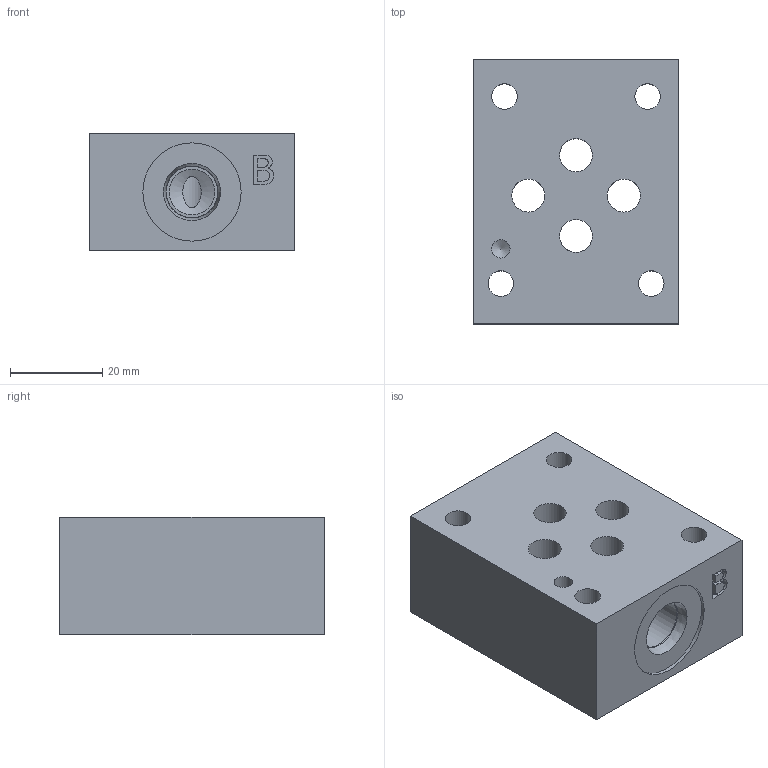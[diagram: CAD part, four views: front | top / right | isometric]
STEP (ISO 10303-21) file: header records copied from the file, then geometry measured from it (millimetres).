
FILE_DESCRIPTION(/* description */ (''),/* implementation_level */ '2;1');
FILE_NAME(/* name */ '_D03TPAB4S.stp',/* time_stamp */ '2020-03-10T15:15:50-04:00',/* author */ ('alexanderw'),/* organization */ (''),/* preprocessor_version */ 'ST-DEVELOPER v17',/* originating_system */ 'Autodesk Inventor 2019',/* authorisation */ '');
FILE_SCHEMA (('AUTOMOTIVE_DESIGN { 1 0 10303 214 3 1 1 }'));
Length unit declared in the file: millimetre
Products named in the file (1): Part_DD03TPAB4S_3D
Bounding box: 44.45 x 57.15 x 25.4 mm (x, y, z)
Volume: 53946.4 mm3; surface area: 15492.6 mm2
Topology: 1 solids, 1 shells, 406 faces, 1114 edges, 752 vertices
Faces by surface type: plane 279, bspline 99, cylinder 20, cone 8
Full cylindrical faces by diameter (mm): 3.175 x1, 3.962 x1, 5.537 x4, 7.137 x4, 9.881 x2, 11.125 x2, 12.7 x4, 21.285 x2
Entity records: 13767 total; most frequent: CARTESIAN_POINT 3598, ORIENTED_EDGE 2222, DIRECTION 1608, EDGE_CURVE 1111, LINE 832, VECTOR 832, VERTEX_POINT 752, EDGE_LOOP 469
